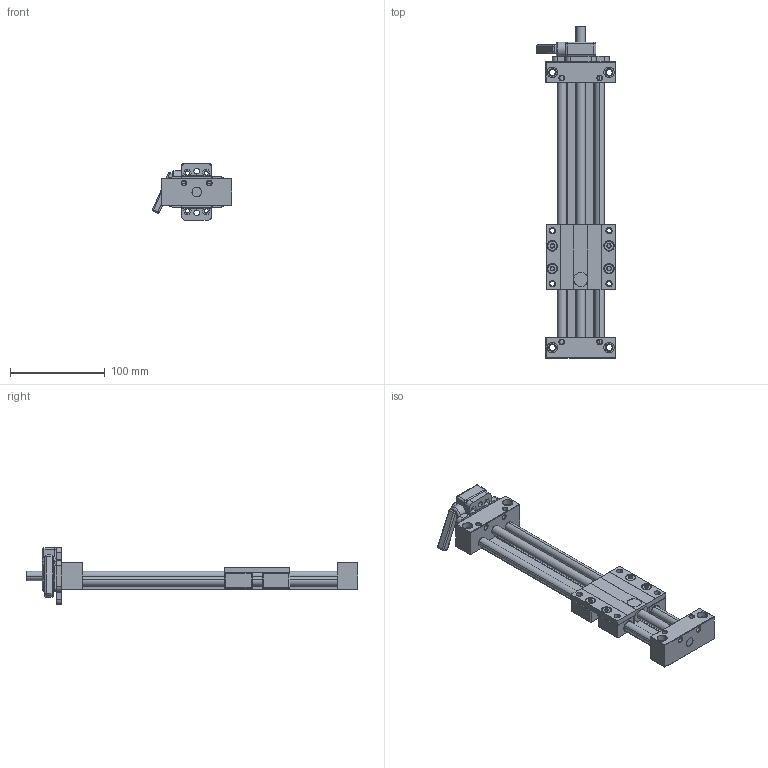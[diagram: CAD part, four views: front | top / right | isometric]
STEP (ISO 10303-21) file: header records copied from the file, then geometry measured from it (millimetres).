
FILE_DESCRIPTION(('STEP AP214'),'1');
FILE_NAME('cctmp_E19E3D3F-F8ED-4095-82A0-05EBD2BBBBF8_2022_05_23_01_10_14_0313_119676..stp','2022-05-22T23:10:15',('igus GmbH'),('CADClick - www.CADClick.com'),'Spatial InterOp 3D',' ','unknown authorization');
FILE_SCHEMA(('AUTOMOTIVE_DESIGN'));
Length unit declared in the file: millimetre
Products named in the file (7): cc_unnamed; 2022_05_23_01_10_14_0266; 2022_05_23_01_10_14_0235; 2022_05_23_01_10_14_0204; 2022_05_23_01_10_14_0172; 2022_05_23_01_10_14_0141; 2022_05_23_01_10_14_0110
Assembly tree (6 placements, depth 2):
  cc_unnamed
    2022_05_23_01_10_14_0266
    2022_05_23_01_10_14_0235
    2022_05_23_01_10_14_0204
    2022_05_23_01_10_14_0172
    2022_05_23_01_10_14_0141
    2022_05_23_01_10_14_0110
Bounding box: 83.89 x 351 x 60 mm (x, y, z)
Volume: 307140.6 mm3; surface area: 120506.6 mm2
Topology: 7 solids, 7 shells, 1489 faces, 3980 edges, 2562 vertices
Faces by surface type: plane 758, cylinder 597, cone 110, sphere 14, torus 10
Entity records: 59619 total; most frequent: CARTESIAN_POINT 9304, DIRECTION 8128, ORIENTED_EDGE 7936, EDGE_CURVE 3966, AXIS2_PLACEMENT_3D 2775, LINE 2578, VECTOR 2578, VERTEX_POINT 2562
